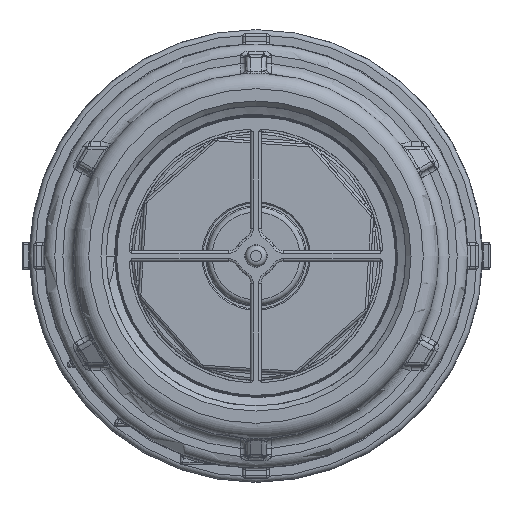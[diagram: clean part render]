
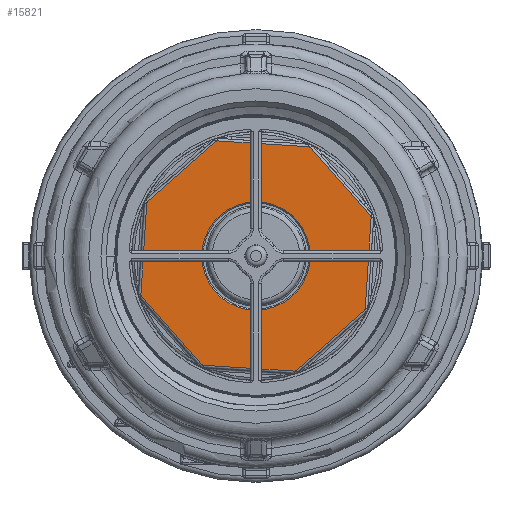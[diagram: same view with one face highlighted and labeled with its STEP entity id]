
A CAD part, left-side view. The second image highlights one B-rep face of the part: STEP entity #15821.
In plain terms, the highlighted face is planar.
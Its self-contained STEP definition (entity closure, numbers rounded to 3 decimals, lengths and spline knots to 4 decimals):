
#943=FACE_BOUND('',#3225,.T.);
#1117=PLANE('',#17794);
#2142=FACE_OUTER_BOUND('',#3224,.T.);
#3224=EDGE_LOOP('',(#14644,#14645,#14646,#14647,#14648,#14649,#14650,#14651,
#14652,#14653,#14654,#14655,#14656,#14657,#14658,#14659));
#3225=EDGE_LOOP('',(#14660));
#4301=CIRCLE('',#17762,0.03);
#4303=CIRCLE('',#17764,0.03);
#4308=CIRCLE('',#17771,0.03);
#4310=CIRCLE('',#17773,0.03);
#4315=CIRCLE('',#17780,0.03);
#4317=CIRCLE('',#17782,0.03);
#4322=CIRCLE('',#17789,0.03);
#4324=CIRCLE('',#17791,0.03);
#4325=CIRCLE('',#17795,0.64);
#5600=LINE('',#41015,#6228);
#5602=LINE('',#41047,#6230);
#5603=LINE('',#41051,#6231);
#5605=LINE('',#41083,#6233);
#5606=LINE('',#41087,#6234);
#5608=LINE('',#41119,#6236);
#5609=LINE('',#41123,#6237);
#5610=LINE('',#41150,#6238);
#6228=VECTOR('',#22016,0.3937);
#6230=VECTOR('',#22032,0.3937);
#6231=VECTOR('',#22037,0.3937);
#6233=VECTOR('',#22053,0.3937);
#6234=VECTOR('',#22058,0.3937);
#6236=VECTOR('',#22074,0.3937);
#6237=VECTOR('',#22079,0.3937);
#6238=VECTOR('',#22092,0.3937);
#7579=VERTEX_POINT('',#41009);
#7581=VERTEX_POINT('',#41013);
#7582=VERTEX_POINT('',#41025);
#7584=VERTEX_POINT('',#41039);
#7585=VERTEX_POINT('',#41043);
#7587=VERTEX_POINT('',#41049);
#7588=VERTEX_POINT('',#41061);
#7590=VERTEX_POINT('',#41075);
#7591=VERTEX_POINT('',#41079);
#7593=VERTEX_POINT('',#41085);
#7594=VERTEX_POINT('',#41097);
#7596=VERTEX_POINT('',#41111);
#7597=VERTEX_POINT('',#41115);
#7599=VERTEX_POINT('',#41121);
#7600=VERTEX_POINT('',#41133);
#7601=VERTEX_POINT('',#41146);
#7602=VERTEX_POINT('',#41154);
#9925=EDGE_CURVE('',#7581,#7579,#5600,.T.);
#9928=EDGE_CURVE('',#7579,#7582,#4301,.T.);
#9930=EDGE_CURVE('',#7584,#7581,#4303,.T.);
#9933=EDGE_CURVE('',#7582,#7585,#5602,.T.);
#9935=EDGE_CURVE('',#7587,#7584,#5603,.T.);
#9938=EDGE_CURVE('',#7585,#7588,#4308,.T.);
#9940=EDGE_CURVE('',#7590,#7587,#4310,.T.);
#9943=EDGE_CURVE('',#7588,#7591,#5605,.T.);
#9945=EDGE_CURVE('',#7593,#7590,#5606,.T.);
#9948=EDGE_CURVE('',#7591,#7594,#4315,.T.);
#9950=EDGE_CURVE('',#7596,#7593,#4317,.T.);
#9953=EDGE_CURVE('',#7594,#7597,#5608,.T.);
#9955=EDGE_CURVE('',#7599,#7596,#5609,.T.);
#9958=EDGE_CURVE('',#7597,#7600,#4322,.T.);
#9960=EDGE_CURVE('',#7601,#7599,#4324,.T.);
#9961=EDGE_CURVE('',#7600,#7601,#5610,.T.);
#9963=EDGE_CURVE('',#7602,#7602,#4325,.T.);
#14644=ORIENTED_EDGE('',*,*,#9925,.F.);
#14645=ORIENTED_EDGE('',*,*,#9930,.F.);
#14646=ORIENTED_EDGE('',*,*,#9935,.F.);
#14647=ORIENTED_EDGE('',*,*,#9940,.F.);
#14648=ORIENTED_EDGE('',*,*,#9945,.F.);
#14649=ORIENTED_EDGE('',*,*,#9950,.F.);
#14650=ORIENTED_EDGE('',*,*,#9955,.F.);
#14651=ORIENTED_EDGE('',*,*,#9960,.F.);
#14652=ORIENTED_EDGE('',*,*,#9961,.F.);
#14653=ORIENTED_EDGE('',*,*,#9958,.F.);
#14654=ORIENTED_EDGE('',*,*,#9953,.F.);
#14655=ORIENTED_EDGE('',*,*,#9948,.F.);
#14656=ORIENTED_EDGE('',*,*,#9943,.F.);
#14657=ORIENTED_EDGE('',*,*,#9938,.F.);
#14658=ORIENTED_EDGE('',*,*,#9933,.F.);
#14659=ORIENTED_EDGE('',*,*,#9928,.F.);
#14660=ORIENTED_EDGE('',*,*,#9963,.F.);
#15821=ADVANCED_FACE('',(#2142,#943),#1117,.T.);
#17762=AXIS2_PLACEMENT_3D('',#41029,#22021,#22022);
#17764=AXIS2_PLACEMENT_3D('',#41041,#22025,#22026);
#17771=AXIS2_PLACEMENT_3D('',#41065,#22042,#22043);
#17773=AXIS2_PLACEMENT_3D('',#41077,#22046,#22047);
#17780=AXIS2_PLACEMENT_3D('',#41101,#22063,#22064);
#17782=AXIS2_PLACEMENT_3D('',#41113,#22067,#22068);
#17789=AXIS2_PLACEMENT_3D('',#41136,#22084,#22085);
#17791=AXIS2_PLACEMENT_3D('',#41148,#22088,#22089);
#17794=AXIS2_PLACEMENT_3D('',#41153,#22096,#22097);
#17795=AXIS2_PLACEMENT_3D('',#41155,#22098,#22099);
#22016=DIRECTION('',(0.,-0.707,0.707));
#22021=DIRECTION('center_axis',(-1.,0.,0.));
#22022=DIRECTION('ref_axis',(0.,-0.924,-0.383));
#22025=DIRECTION('center_axis',(-1.,0.,0.));
#22026=DIRECTION('ref_axis',(0.,-0.383,-0.924));
#22032=DIRECTION('',(0.,0.,1.));
#22037=DIRECTION('',(0.,-1.,0.));
#22042=DIRECTION('center_axis',(-1.,0.,0.));
#22043=DIRECTION('ref_axis',(0.,-0.924,0.383));
#22046=DIRECTION('center_axis',(-1.,0.,0.));
#22047=DIRECTION('ref_axis',(0.,0.383,-0.924));
#22053=DIRECTION('',(0.,0.707,0.707));
#22058=DIRECTION('',(0.,-0.707,-0.707));
#22063=DIRECTION('center_axis',(-1.,0.,0.));
#22064=DIRECTION('ref_axis',(0.,-0.383,0.924));
#22067=DIRECTION('center_axis',(-1.,0.,0.));
#22068=DIRECTION('ref_axis',(0.,0.924,-0.383));
#22074=DIRECTION('',(0.,1.,0.));
#22079=DIRECTION('',(0.,0.,-1.));
#22084=DIRECTION('center_axis',(-1.,0.,0.));
#22085=DIRECTION('ref_axis',(0.,0.383,0.924));
#22088=DIRECTION('center_axis',(-1.,0.,0.));
#22089=DIRECTION('ref_axis',(0.,0.924,0.383));
#22092=DIRECTION('',(0.,0.707,-0.707));
#22096=DIRECTION('center_axis',(1.,0.,0.));
#22097=DIRECTION('ref_axis',(0.,0.,-1.));
#22098=DIRECTION('center_axis',(1.,0.,0.));
#22099=DIRECTION('ref_axis',(0.,-1.,0.));
#41009=CARTESIAN_POINT('',(0.3125,-1.3182,-0.5584));
#41013=CARTESIAN_POINT('',(0.3125,-0.5584,-1.3182));
#41015=CARTESIAN_POINT('',(0.3125,-0.8753,-1.0013));
#41025=CARTESIAN_POINT('',(0.3125,-1.3269,-0.5372));
#41029=CARTESIAN_POINT('Origin',(0.3125,-1.2969,-0.5372));
#41039=CARTESIAN_POINT('',(0.3125,-0.5372,-1.3269));
#41041=CARTESIAN_POINT('Origin',(0.3125,-0.5372,-1.2969));
#41043=CARTESIAN_POINT('',(0.3125,-1.3269,0.5372));
#41047=CARTESIAN_POINT('',(0.3125,-1.3269,0.281));
#41049=CARTESIAN_POINT('',(0.3125,0.5372,-1.3269));
#41051=CARTESIAN_POINT('',(0.3125,0.2424,-1.3269));
#41061=CARTESIAN_POINT('',(0.3125,-1.3182,0.5584));
#41065=CARTESIAN_POINT('Origin',(0.3125,-1.2969,0.5372));
#41075=CARTESIAN_POINT('',(0.3125,0.5584,-1.3182));
#41077=CARTESIAN_POINT('Origin',(0.3125,0.5372,-1.2969));
#41079=CARTESIAN_POINT('',(0.3125,-0.5584,1.3182));
#41083=CARTESIAN_POINT('',(0.3125,-0.4779,1.3987));
#41085=CARTESIAN_POINT('',(0.3125,1.3182,-0.5584));
#41087=CARTESIAN_POINT('',(0.3125,1.0013,-0.8753));
#41097=CARTESIAN_POINT('',(0.3125,-0.5372,1.3269));
#41101=CARTESIAN_POINT('Origin',(0.3125,-0.5372,1.2969));
#41111=CARTESIAN_POINT('',(0.3125,1.3269,-0.5372));
#41113=CARTESIAN_POINT('Origin',(0.3125,1.2969,-0.5372));
#41115=CARTESIAN_POINT('',(0.3125,0.5372,1.3269));
#41119=CARTESIAN_POINT('',(0.3125,0.8045,1.3269));
#41121=CARTESIAN_POINT('',(0.3125,1.3269,0.5372));
#41123=CARTESIAN_POINT('',(0.3125,1.3269,-0.281));
#41133=CARTESIAN_POINT('',(0.3125,0.5584,1.3182));
#41136=CARTESIAN_POINT('Origin',(0.3125,0.5372,1.2969));
#41146=CARTESIAN_POINT('',(0.3125,1.3182,0.5584));
#41148=CARTESIAN_POINT('Origin',(0.3125,1.2969,0.5372));
#41150=CARTESIAN_POINT('',(0.3125,1.3987,0.4779));
#41153=CARTESIAN_POINT('Origin',(0.3125,1.0469,0.));
#41154=CARTESIAN_POINT('',(0.3125,0.64,0.));
#41155=CARTESIAN_POINT('Origin',(0.3125,0.,0.));
